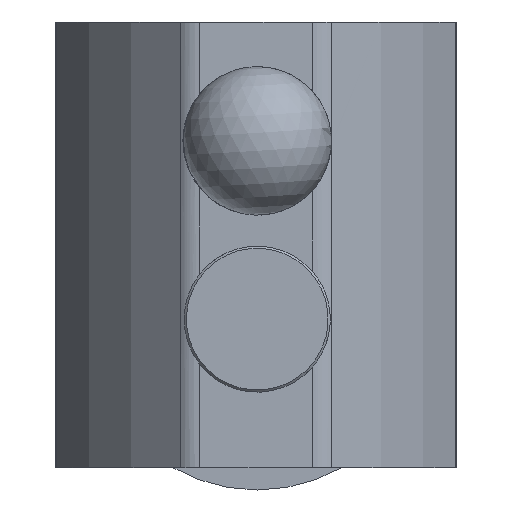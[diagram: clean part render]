
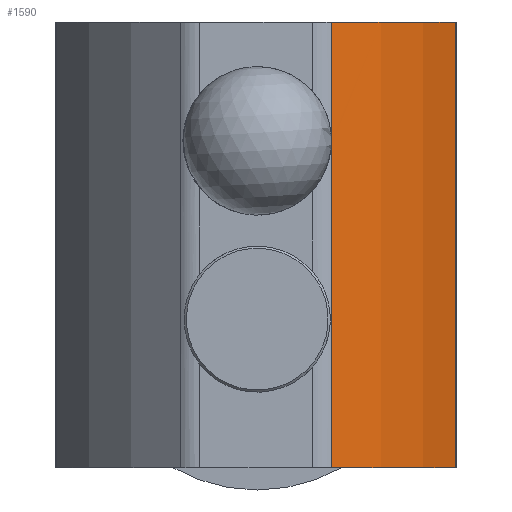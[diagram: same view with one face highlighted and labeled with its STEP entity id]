
A CAD part, front view. The second image highlights one B-rep face of the part: STEP entity #1590.
In plain terms, the highlighted cylindrical face has radius 15 mm (diameter 30 mm), a partial arc.
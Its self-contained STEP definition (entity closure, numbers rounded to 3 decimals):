
#110=CYLINDRICAL_SURFACE($,#1751,15.);
#172=CIRCLE($,#1748,1.925);
#174=CIRCLE($,#1752,15.);
#175=CIRCLE($,#1753,15.);
#268=FACE_OUTER_BOUND($,#388,.T.);
#388=EDGE_LOOP($,(#1359,#1360,#1361,#1362,#1363,#1364));
#514=LINE($,#2719,#643);
#515=LINE($,#2723,#644);
#516=LINE($,#2726,#645);
#643=VECTOR($,#2175,10.814);
#644=VECTOR($,#2178,15.);
#645=VECTOR($,#2181,3.814);
#786=VERTEX_POINT($,#2692);
#787=VERTEX_POINT($,#2701);
#790=VERTEX_POINT($,#2718);
#791=VERTEX_POINT($,#2720);
#792=VERTEX_POINT($,#2722);
#793=VERTEX_POINT($,#2724);
#983=EDGE_CURVE($,#787,#786,#172,.T.);
#988=EDGE_CURVE($,#790,#786,#514,.T.);
#989=EDGE_CURVE($,#790,#791,#174,.T.);
#990=EDGE_CURVE($,#792,#791,#515,.T.);
#991=EDGE_CURVE($,#792,#793,#175,.T.);
#992=EDGE_CURVE($,#787,#793,#516,.T.);
#1359=ORIENTED_EDGE($,*,*,#983,.T.);
#1360=ORIENTED_EDGE($,*,*,#988,.F.);
#1361=ORIENTED_EDGE($,*,*,#989,.T.);
#1362=ORIENTED_EDGE($,*,*,#990,.F.);
#1363=ORIENTED_EDGE($,*,*,#991,.T.);
#1364=ORIENTED_EDGE($,*,*,#992,.F.);
#1590=ADVANCED_FACE($,(#268),#110,.T.);
#1748=AXIS2_PLACEMENT_3D($,#2702,#2165,#2166);
#1751=AXIS2_PLACEMENT_3D($,#2717,#2173,#2174);
#1752=AXIS2_PLACEMENT_3D($,#2721,#2176,#2177);
#1753=AXIS2_PLACEMENT_3D($,#2725,#2179,#2180);
#2165=DIRECTION('center_axis',(0.639,0.769,0.));
#2166=DIRECTION('ref_axis',(-0.766,0.636,0.096));
#2173=DIRECTION('center_axis',(0.,0.,1.));
#2174=DIRECTION('ref_axis',(-0.917,-0.399,0.));
#2175=DIRECTION($,(0.,0.,-1.));
#2176=DIRECTION('center_axis',(0.,0.,-1.));
#2177=DIRECTION('ref_axis',(-0.917,-0.399,0.));
#2178=DIRECTION($,(0.,0.,1.));
#2179=DIRECTION('center_axis',(0.,0.,1.));
#2180=DIRECTION('ref_axis',(-0.917,-0.399,0.));
#2181=DIRECTION($,(0.,0.,-1.));
#2692=CARTESIAN_POINT('',(0.582,0.638,4.186));
#2701=CARTESIAN_POINT('',(0.582,0.638,3.814));
#2702=CARTESIAN_POINT('Origin',(2.057,-0.586,4.));
#2717=CARTESIAN_POINT('Origin',(10.161,12.182,0.));
#2718=CARTESIAN_POINT('',(0.582,0.638,15.));
#2719=CARTESIAN_POINT($,(0.582,0.638,15.));
#2720=CARTESIAN_POINT('',(-3.591,6.192,15.));
#2721=CARTESIAN_POINT('Origin',(10.161,12.182,15.));
#2722=CARTESIAN_POINT('',(-3.591,6.192,0.));
#2723=CARTESIAN_POINT($,(-3.591,6.192,0.));
#2724=CARTESIAN_POINT('',(0.582,0.638,0.));
#2725=CARTESIAN_POINT('Origin',(10.161,12.182,0.));
#2726=CARTESIAN_POINT($,(0.582,0.638,3.814));
